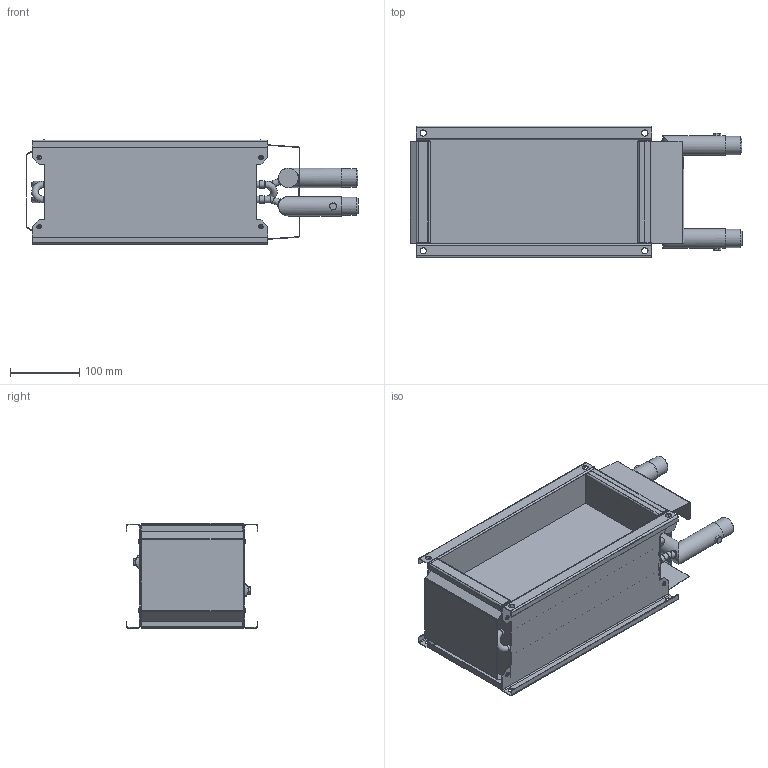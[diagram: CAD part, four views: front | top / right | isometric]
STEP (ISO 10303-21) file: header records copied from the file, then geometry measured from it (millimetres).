
FILE_DESCRIPTION(/* description */ ('CAS-2510-2R-300L-6T-2C-2.2P'),/* implementation_level */ '2;1');
FILE_NAME(/* name */ 'ДТ.0063.00.00-001 СБ CAS-2510-2R-300L-6T-2C-2.2P - Теплообменник.stp',/* time_stamp */ '2020-04-07T11:02:13+03:00',/* author */ ('Constr_1'),/* organization */ (''),/* preprocessor_version */ 'ST-DEVELOPER v17.2',/* originating_system */ 'Autodesk Inventor 2019',/* authorisation */ '');
FILE_SCHEMA (('AUTOMOTIVE_DESIGN { 1 0 10303 214 3 1 1 }'));
Length unit declared in the file: millimetre
Products named in the file (17): ДТ.0063.00.00-001 СБ; ДТ.0063.00.02-340; Заклепка глухая 
ИСО 15979-3.2х8 (Сталь 
Сталь); Лист 2 К270В 
50х25; ЛА-2510-1-3-10-22-02-06-0 (L-300); ДТ.0063.00.01-2R6T1; ДТ.0063.00.01-2R6T2; ТРМБ.000.00.007-9525; УТ-М-Г.09.030-25-350 (вылеты 
стандартные 13,5 и 
20); ДТ.0063.00.04-147; ДТ.0063.00.05-147; ДТ.0063.01.00 СБ; ДТ.0063.00.03-128-2Т-01; ДТ.0063.00.06-02; ТРМБ.0000.00.00.005; Болт M6-6g×8(S10) ГОСТ 
7798-70; ТРМБ.000.00.009-221818
Assembly tree (35 placements, depth 3):
  ДТ.0063.00.00-001 СБ
    ДТ.0063.00.02-340  x2
    Заклепка глухая 
ИСО 15979-3.2х8 (Сталь 
Сталь)  x8
    Лист 2 К270В 
50х25  x2
    ЛА-2510-1-3-10-22-02-06-0 (L-300)
    ДТ.0063.00.01-2R6T1
    ДТ.0063.00.01-2R6T2
    УТ-М-Г.09.030-25-350 (вылеты 
стандартные 13,5 и 
20)  x6
    ТРМБ.000.00.007-9525  x4
    ДТ.0063.00.04-147
    ДТ.0063.00.05-147
    ДТ.0063.01.00 СБ  x2
      ДТ.0063.00.03-128-2Т-01
      ДТ.0063.00.06-02
      ТРМБ.0000.00.00.005
      Болт M6-6g×8(S10) ГОСТ 
7798-70
      ТРМБ.000.00.009-221818
Bounding box: 479.07 x 190 x 152.93 mm (x, y, z)
Volume: 2048181.7 mm3; surface area: 1082549.8 mm2
Topology: 39 solids, 39 shells, 734 faces, 1660 edges, 1048 vertices
Faces by surface type: plane 412, cylinder 256, torus 44, bspline 16, cone 6
Full cylindrical faces by diameter (mm): 2 x8, 3.2 x8, 3.5 x16, 4.9 x2, 6 x2, 6.4 x8, 8.52 x16, 8.92 x12, 9 x8, 9.52 x28, 9.72 x4, 9.9 x12, 10.1 x12, 10.5 x20, 10.7 x12, 11.72 x8, 20 x2, 24 x2, 26.441 x2, 28 x6
Entity records: 14154 total; most frequent: CARTESIAN_POINT 2895, DIRECTION 2250, ORIENTED_EDGE 2088, EDGE_CURVE 1044, AXIS2_PLACEMENT_3D 772, LINE 706, VECTOR 706, VERTEX_POINT 636
